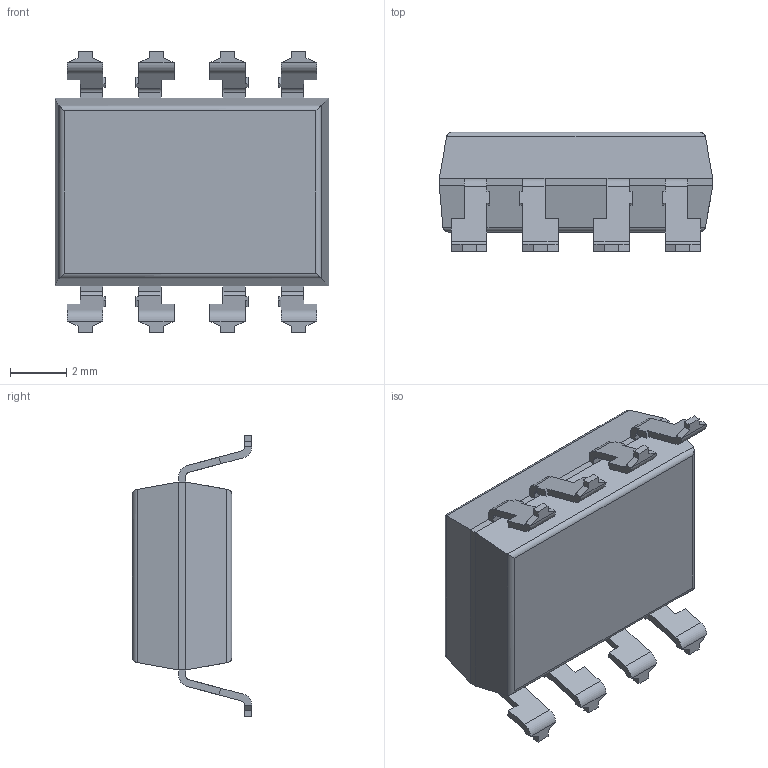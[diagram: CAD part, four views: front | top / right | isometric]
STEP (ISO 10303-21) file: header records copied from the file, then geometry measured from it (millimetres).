
FILE_DESCRIPTION (( 'STEP AP214' ), '1' );
FILE_NAME ('SMD DIP 8 (op7) VO2030 vishay.STEP', '2019-03-14T20:19:19', ( '砐錪賧瘔蠈錪 Windows' ), ( '' ), 'SwSTEP 2.0', 'SolidWorks 2016', '' );
FILE_SCHEMA (( 'AUTOMOTIVE_DESIGN' ));
Length unit declared in the file: millimetre
Products named in the file (1): SMD DIP 8 (op7) VO2030 vishay
Bounding box: 9.75 x 4.25 x 10.05 mm (x, y, z)
Volume: 223.2 mm3; surface area: 295.2 mm2
Topology: 9 solids, 9 shells, 399 faces, 1043 edges, 680 vertices
Faces by surface type: plane 288, cylinder 111
Entity records: 14188 total; most frequent: CARTESIAN_POINT 2153, ORIENTED_EDGE 2086, DIRECTION 2039, EDGE_CURVE 1043, VECTOR 827, LINE 827, VERTEX_POINT 680, AXIS2_PLACEMENT_3D 606
